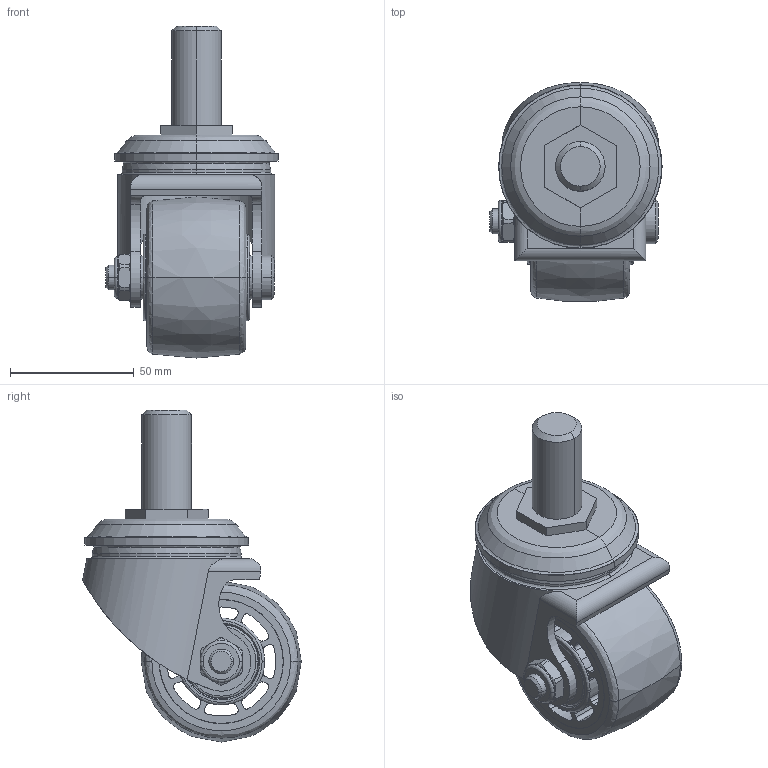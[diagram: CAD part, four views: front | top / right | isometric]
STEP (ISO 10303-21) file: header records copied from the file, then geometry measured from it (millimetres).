
FILE_DESCRIPTION( (''), '2;1');
FILE_NAME ('PC003.87588.TCA_540SA_BAU65_977.stp','2024-04-25T16:20:58',(''),(''),'spGate 19.8.4 (****-****-****-****)','','');
FILE_SCHEMA (('AUTOMOTIVE_DESIGN'));
Length unit declared in the file: millimetre
Products named in the file (3): Assembly; body; wheel
Assembly tree (2 placements, depth 2):
  Assembly
    body
    wheel
Bounding box: 69.5 x 88.27 x 134 mm (x, y, z)
Volume: 214093.6 mm3; surface area: 52502.5 mm2
Topology: 2 solids, 2 shells, 210 faces, 537 edges, 342 vertices
Faces by surface type: cylinder 87, bspline 66, plane 57
Entity records: 11805 total; most frequent: CARTESIAN_POINT 2664, ORIENTED_EDGE 1074, DIRECTION 965, COLOUR_RGB 749, PRESENTATION_STYLE_ASSIGNMENT 749, STYLED_ITEM 749, EDGE_CURVE 537, DRAUGHTING_PRE_DEFINED_CURVE_FONT 537
